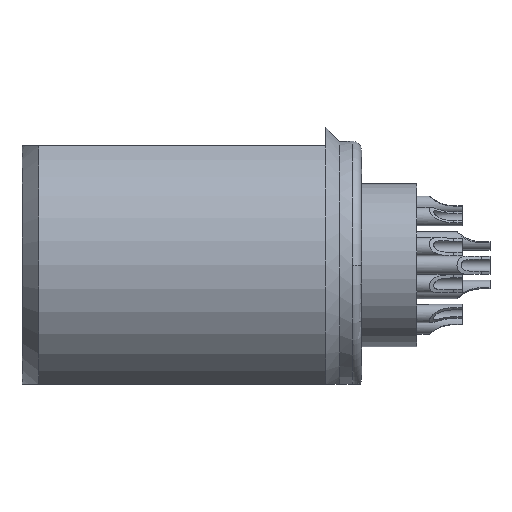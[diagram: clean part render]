
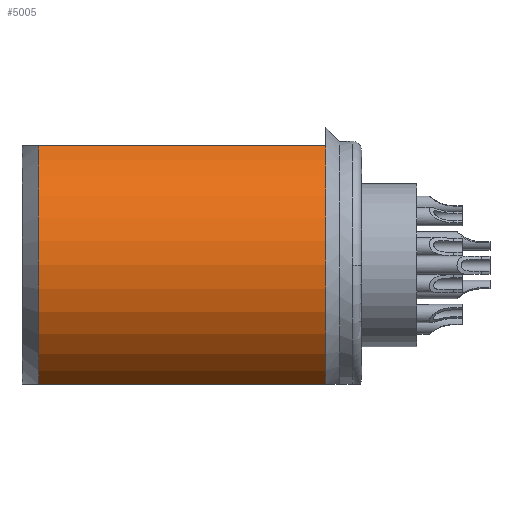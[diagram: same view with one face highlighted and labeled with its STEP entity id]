
A CAD part, front view. The second image highlights one B-rep face of the part: STEP entity #5005.
In plain terms, the highlighted cylindrical face has radius 7.5 mm (diameter 15 mm), a partial arc.
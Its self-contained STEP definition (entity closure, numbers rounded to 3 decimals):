
#501=CARTESIAN_POINT('',(3.55,0.,0.));
#502=DIRECTION('',(1.,0.,0.));
#503=DIRECTION('',(0.,-0.499,0.867));
#504=AXIS2_PLACEMENT_3D('',#501,#502,#503);
#506=DIRECTION('',(1.,0.,0.));
#507=VECTOR('',#506,15.65);
#508=CARTESIAN_POINT('',(-12.1,-3.742,-6.5));
#509=LINE('',#508,#507);
#510=DIRECTION('',(1.,0.,0.));
#511=VECTOR('',#510,15.65);
#512=CARTESIAN_POINT('',(-12.1,-3.742,6.5));
#513=LINE('',#512,#511);
#514=CARTESIAN_POINT('',(-12.1,0.,0.));
#515=DIRECTION('',(1.,0.,0.));
#516=DIRECTION('',(0.,-0.499,0.867));
#517=AXIS2_PLACEMENT_3D('',#514,#515,#516);
#3870=CARTESIAN_POINT('',(-12.1,-3.742,6.5));
#3871=CARTESIAN_POINT('',(3.55,-3.742,6.5));
#3872=VERTEX_POINT('',#3870);
#3873=VERTEX_POINT('',#3871);
#3874=CARTESIAN_POINT('',(-12.1,-3.742,-6.5));
#3875=CARTESIAN_POINT('',(3.55,-3.742,-6.5));
#3876=VERTEX_POINT('',#3874);
#3877=VERTEX_POINT('',#3875);
#4991=CARTESIAN_POINT('',(-13.925,0.,0.));
#4992=DIRECTION('',(1.,0.,0.));
#4993=DIRECTION('',(0.,-1.,0.));
#4994=AXIS2_PLACEMENT_3D('',#4991,#4992,#4993);
#4995=CYLINDRICAL_SURFACE('',#4994,7.5);
#4997=ORIENTED_EDGE('',*,*,#4996,.T.);
#4998=ORIENTED_EDGE('',*,*,#4954,.F.);
#5000=ORIENTED_EDGE('',*,*,#4999,.F.);
#5002=ORIENTED_EDGE('',*,*,#5001,.T.);
#5003=EDGE_LOOP('',(#4997,#4998,#5000,#5002));
#5004=FACE_OUTER_BOUND('',#5003,.F.);
#5005=ADVANCED_FACE('',(#5004),#4995,.T.);
#505=CIRCLE('',#504,7.5);
#518=CIRCLE('',#517,7.5);
#4954=EDGE_CURVE('',#3876,#3877,#509,.T.);
#4996=EDGE_CURVE('',#3873,#3877,#505,.T.);
#4999=EDGE_CURVE('',#3872,#3876,#518,.T.);
#5001=EDGE_CURVE('',#3872,#3873,#513,.T.);
